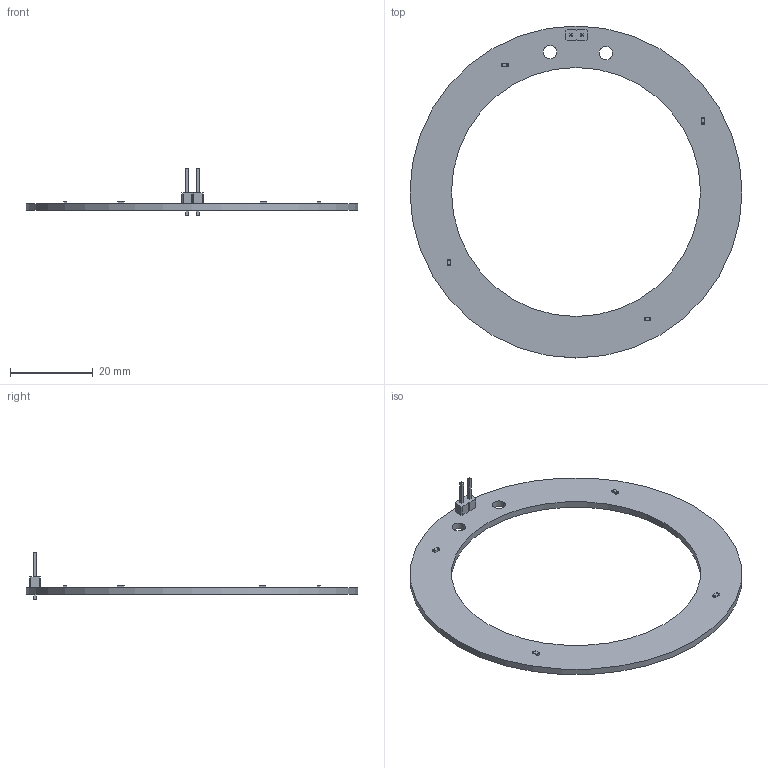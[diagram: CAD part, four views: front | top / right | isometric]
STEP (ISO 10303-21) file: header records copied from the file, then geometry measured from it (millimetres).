
FILE_DESCRIPTION(('KiCad electronic assembly'),'2;1');
FILE_NAME('ring_light.step','2024-07-06T22:33:55',('Pcbnew'),('Kicad'), 'Open CASCADE STEP processor 7.7','KiCad to STEP converter','Unknown' );
FILE_SCHEMA(('AUTOMOTIVE_DESIGN { 1 0 10303 214 1 1 1 1 }'));
Length unit declared in the file: millimetre
Products named in the file (6): ring_light 1; R_0603_1608Metric; PinHeader_1x02_P2.54mm_Vertical; PinHeader_1x02_P254mm_Vertical; ring_light_PCB
Assembly tree (8 placements, depth 3):
  ring_light 1
    R_0603_1608Metric  x4
      R_0603_1608Metric
    PinHeader_1x02_P2.54mm_Vertical
      PinHeader_1x02_P254mm_Vertical
    ring_light_PCB
Bounding box: 80 x 80 x 11.54 mm (x, y, z)
Volume: 3534.4 mm3; surface area: 5229.3 mm2
Topology: 6 solids, 6 shells, 162 faces, 406 edges, 260 vertices
Faces by surface type: plane 126, cylinder 36
Full cylindrical faces by diameter (mm): 3.2 x2, 60 x1, 80 x1
Entity records: 3084 total; most frequent: CARTESIAN_POINT 423, DIRECTION 412, ORIENTED_EDGE 404, EDGE_CURVE 202, LINE 178, VECTOR 178, VERTEX_POINT 128, AXIS2_PLACEMENT_3D 117
